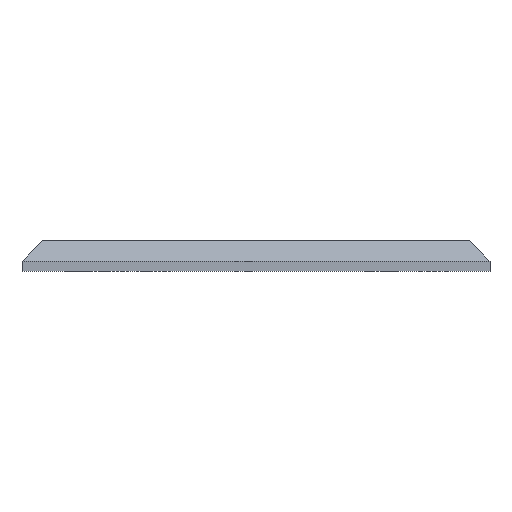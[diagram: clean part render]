
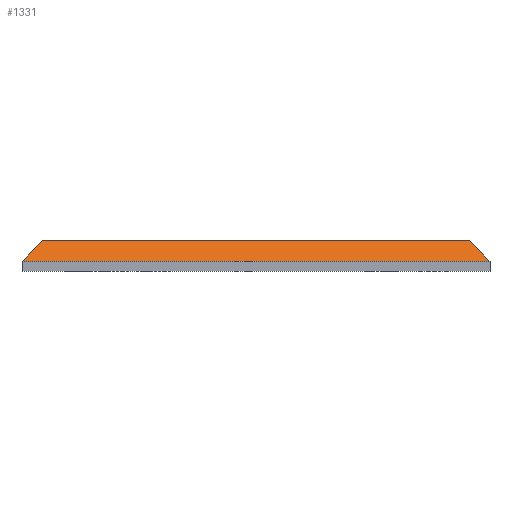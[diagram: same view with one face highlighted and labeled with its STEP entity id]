
A CAD part, front view. The second image highlights one B-rep face of the part: STEP entity #1331.
In plain terms, the highlighted planar face has unit normal (0, -0.707, 0.707).
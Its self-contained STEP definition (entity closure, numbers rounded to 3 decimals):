
#76=PLANE('',#1485);
#150=FACE_OUTER_BOUND('',#228,.T.);
#228=EDGE_LOOP('',(#1152,#1153,#1154,#1155));
#422=LINE('',#2241,#541);
#427=LINE('',#2252,#546);
#429=LINE('',#2255,#548);
#430=LINE('',#2256,#549);
#541=VECTOR('',#1858,10.);
#546=VECTOR('',#1867,10.);
#548=VECTOR('',#1871,10.);
#549=VECTOR('',#1872,10.);
#668=VERTEX_POINT('',#2234);
#671=VERTEX_POINT('',#2239);
#674=VERTEX_POINT('',#2249);
#675=VERTEX_POINT('',#2251);
#848=EDGE_CURVE('',#668,#671,#422,.T.);
#853=EDGE_CURVE('',#674,#675,#427,.T.);
#855=EDGE_CURVE('',#671,#675,#429,.T.);
#856=EDGE_CURVE('',#674,#668,#430,.T.);
#1152=ORIENTED_EDGE('',*,*,#855,.T.);
#1153=ORIENTED_EDGE('',*,*,#853,.F.);
#1154=ORIENTED_EDGE('',*,*,#856,.T.);
#1155=ORIENTED_EDGE('',*,*,#848,.T.);
#1331=ADVANCED_FACE('',(#150),#76,.T.);
#1485=AXIS2_PLACEMENT_3D('',#2254,#1869,#1870);
#1858=DIRECTION('',(-0.577,-0.577,-0.577));
#1867=DIRECTION('',(0.577,-0.577,-0.577));
#1869=DIRECTION('center_axis',(0.,-0.707,0.707));
#1870=DIRECTION('ref_axis',(1.,0.,0.));
#1871=DIRECTION('',(1.,0.,0.));
#1872=DIRECTION('',(-1.,0.,0.));
#2234=CARTESIAN_POINT('',(-31.73,-70.817,43.));
#2239=CARTESIAN_POINT('',(-33.73,-72.817,41.));
#2241=CARTESIAN_POINT('',(-31.73,-70.817,43.));
#2249=CARTESIAN_POINT('',(9.73,-70.817,43.));
#2251=CARTESIAN_POINT('',(11.73,-72.817,41.));
#2252=CARTESIAN_POINT('',(9.73,-70.817,43.));
#2254=CARTESIAN_POINT('Origin',(-22.365,-71.817,42.));
#2255=CARTESIAN_POINT('',(-22.365,-72.817,41.));
#2256=CARTESIAN_POINT('',(-22.365,-70.817,43.));
